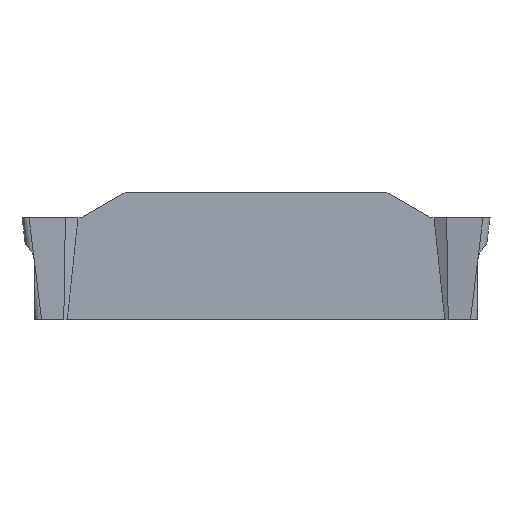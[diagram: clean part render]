
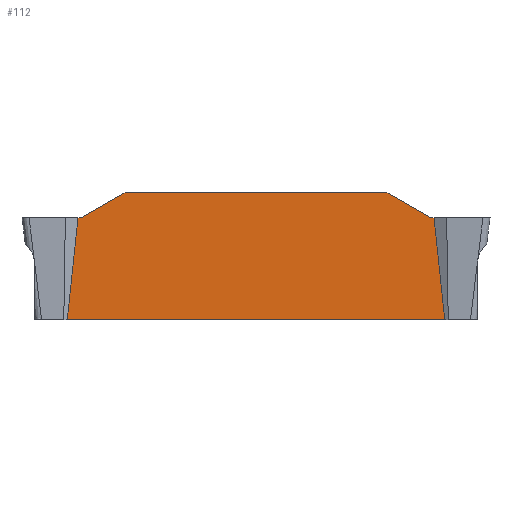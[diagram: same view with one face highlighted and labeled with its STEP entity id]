
A CAD part, left-side view. The second image highlights one B-rep face of the part: STEP entity #112.
In plain terms, the highlighted planar face has unit normal (-1, 0, 0).
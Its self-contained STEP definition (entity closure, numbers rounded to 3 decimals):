
#35=CIRCLE('',#793,0.25);
#36=CIRCLE('',#794,0.25);
#112=ADVANCED_FACE('SIDE_IB_1_SU5',(#172),#142,.F.);
#142=PLANE('',#795);
#172=FACE_OUTER_BOUND('',#212,.T.);
#212=EDGE_LOOP('',(#311,#312,#313,#314,#315,#316,#317,#318,#319,#320));
#311=ORIENTED_EDGE('',*,*,#587,.F.);
#312=ORIENTED_EDGE('',*,*,#588,.T.);
#313=ORIENTED_EDGE('',*,*,#543,.F.);
#314=ORIENTED_EDGE('',*,*,#589,.T.);
#315=ORIENTED_EDGE('',*,*,#590,.F.);
#316=ORIENTED_EDGE('',*,*,#591,.F.);
#317=ORIENTED_EDGE('',*,*,#592,.F.);
#318=ORIENTED_EDGE('',*,*,#593,.F.);
#319=ORIENTED_EDGE('',*,*,#594,.F.);
#320=ORIENTED_EDGE('',*,*,#595,.F.);
#471=VERTEX_POINT('',#982);
#472=VERTEX_POINT('',#984);
#503=VERTEX_POINT('',#1614);
#504=VERTEX_POINT('',#1615);
#505=VERTEX_POINT('',#1618);
#506=VERTEX_POINT('',#1620);
#507=VERTEX_POINT('',#1622);
#508=VERTEX_POINT('',#1624);
#509=VERTEX_POINT('',#1626);
#510=VERTEX_POINT('',#1628);
#543=EDGE_CURVE('',#471,#472,#650,.T.);
#587=EDGE_CURVE('',#503,#504,#657,.T.);
#588=EDGE_CURVE('',#503,#472,#658,.T.);
#589=EDGE_CURVE('',#471,#505,#659,.T.);
#590=EDGE_CURVE('',#506,#505,#660,.T.);
#591=EDGE_CURVE('',#507,#506,#35,.T.);
#592=EDGE_CURVE('',#508,#507,#661,.T.);
#593=EDGE_CURVE('',#509,#508,#662,.T.);
#594=EDGE_CURVE('',#510,#509,#663,.T.);
#595=EDGE_CURVE('',#504,#510,#36,.T.);
#650=LINE('',#983,#700);
#657=LINE('',#1613,#707);
#658=LINE('',#1616,#708);
#659=LINE('',#1617,#709);
#660=LINE('',#1619,#710);
#661=LINE('',#1623,#711);
#662=LINE('',#1625,#712);
#663=LINE('',#1627,#713);
#700=VECTOR('',#831,1.);
#707=VECTOR('',#848,1.);
#708=VECTOR('',#849,1.);
#709=VECTOR('',#850,1.);
#710=VECTOR('',#851,1.);
#711=VECTOR('',#854,1.);
#712=VECTOR('',#855,1.);
#713=VECTOR('',#856,1.);
#793=AXIS2_PLACEMENT_3D('',#1621,#852,#853);
#794=AXIS2_PLACEMENT_3D('',#1629,#857,#858);
#795=AXIS2_PLACEMENT_3D('',#1630,#859,#860);
#831=DIRECTION('',(0.,1.,0.));
#848=DIRECTION('',(0.,-1.,0.));
#849=DIRECTION('',(0.,0.104,-0.995));
#850=DIRECTION('',(0.,0.104,0.995));
#851=DIRECTION('',(0.,-1.,0.));
#852=DIRECTION('',(-1.,0.,0.));
#853=DIRECTION('',(0.,0.,-1.));
#854=DIRECTION('',(0.,-0.866,-0.5));
#855=DIRECTION('',(0.,-1.,0.));
#856=DIRECTION('',(0.,-0.866,0.5));
#857=DIRECTION('',(-1.,0.,0.));
#858=DIRECTION('',(0.,0.,-1.));
#859=DIRECTION('',(1.,0.,0.));
#860=DIRECTION('',(0.,0.,-1.));
#982=CARTESIAN_POINT('',(-1.,-8.392,-4.54));
#983=CARTESIAN_POINT('',(-1.,0.,-4.54));
#984=CARTESIAN_POINT('',(-1.,8.392,-4.54));
#1613=CARTESIAN_POINT('',(-1.,0.,0.));
#1614=CARTESIAN_POINT('',(-1.,7.917,0.));
#1615=CARTESIAN_POINT('',(-1.,7.822,0.));
#1616=CARTESIAN_POINT('',(-1.,7.831,0.821));
#1617=CARTESIAN_POINT('',(-1.,-7.831,0.821));
#1618=CARTESIAN_POINT('',(-1.,-7.917,0.));
#1619=CARTESIAN_POINT('',(-1.,0.,0.));
#1620=CARTESIAN_POINT('',(-1.,-7.822,0.));
#1621=CARTESIAN_POINT('',(-1.,-7.822,0.25));
#1622=CARTESIAN_POINT('',(-1.,-7.697,0.033));
#1623=CARTESIAN_POINT('',(-1.,-1.939,3.358));
#1624=CARTESIAN_POINT('',(-1.,-5.78,1.14));
#1625=CARTESIAN_POINT('',(-1.,0.,1.14));
#1626=CARTESIAN_POINT('',(-1.,5.78,1.14));
#1627=CARTESIAN_POINT('',(-1.,1.939,3.358));
#1628=CARTESIAN_POINT('',(-1.,7.697,0.033));
#1629=CARTESIAN_POINT('',(-1.,7.822,0.25));
#1630=CARTESIAN_POINT('',(-1.,0.,0.));
